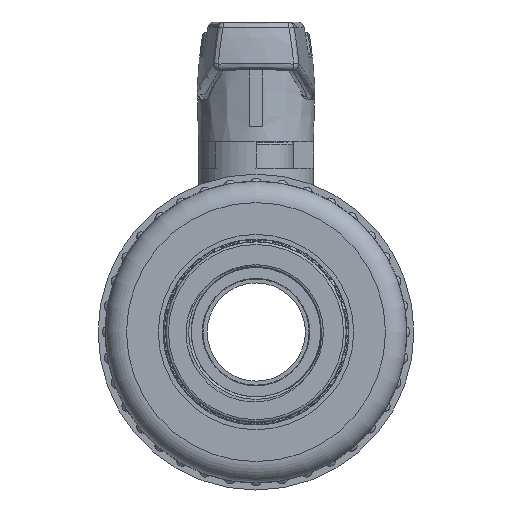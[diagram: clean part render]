
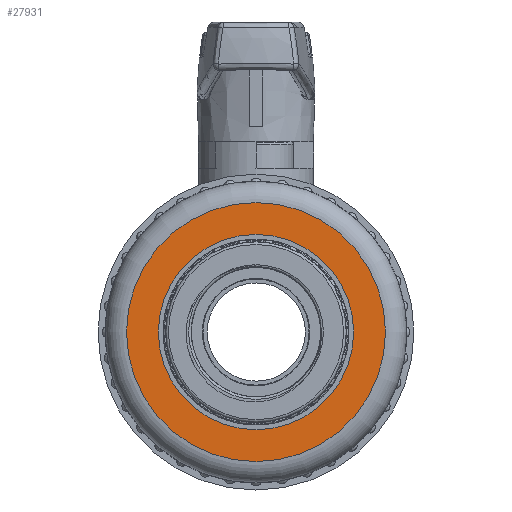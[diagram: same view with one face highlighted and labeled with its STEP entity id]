
A CAD part, left-side view. The second image highlights one B-rep face of the part: STEP entity #27931.
In plain terms, the highlighted face is planar.
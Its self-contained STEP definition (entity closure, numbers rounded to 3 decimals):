
#1040=FACE_BOUND('',#3496,.T.);
#1200=PLANE('',#29740);
#1812=FACE_OUTER_BOUND('',#3495,.T.);
#3495=EDGE_LOOP('',(#19065));
#3496=EDGE_LOOP('',(#19066));
#6664=CIRCLE('',#29738,18.4);
#6665=CIRCLE('',#29741,24.4);
#11612=VERTEX_POINT('',#43232);
#11613=VERTEX_POINT('',#43237);
#14562=EDGE_CURVE('',#11612,#11612,#6664,.T.);
#14563=EDGE_CURVE('',#11613,#11613,#6665,.T.);
#19065=ORIENTED_EDGE('',*,*,#14563,.T.);
#19066=ORIENTED_EDGE('',*,*,#14562,.F.);
#27931=ADVANCED_FACE('',(#1812,#1040),#1200,.T.);
#29738=AXIS2_PLACEMENT_3D('',#43234,#32182,#32183);
#29740=AXIS2_PLACEMENT_3D('',#43236,#32186,#32187);
#29741=AXIS2_PLACEMENT_3D('',#43238,#32188,#32189);
#32182=DIRECTION('center_axis',(0.,0.,-1.));
#32183=DIRECTION('ref_axis',(0.,1.,0.));
#32186=DIRECTION('center_axis',(0.,0.,-1.));
#32187=DIRECTION('ref_axis',(0.,1.,0.));
#32188=DIRECTION('center_axis',(0.,0.,-1.));
#32189=DIRECTION('ref_axis',(0.,1.,0.));
#43232=CARTESIAN_POINT('',(0.,-18.4,-148.2));
#43234=CARTESIAN_POINT('Origin',(0.,0.,-148.2));
#43236=CARTESIAN_POINT('Origin',(0.,0.,-148.2));
#43237=CARTESIAN_POINT('',(0.,-24.4,-148.2));
#43238=CARTESIAN_POINT('Origin',(0.,0.,-148.2));
